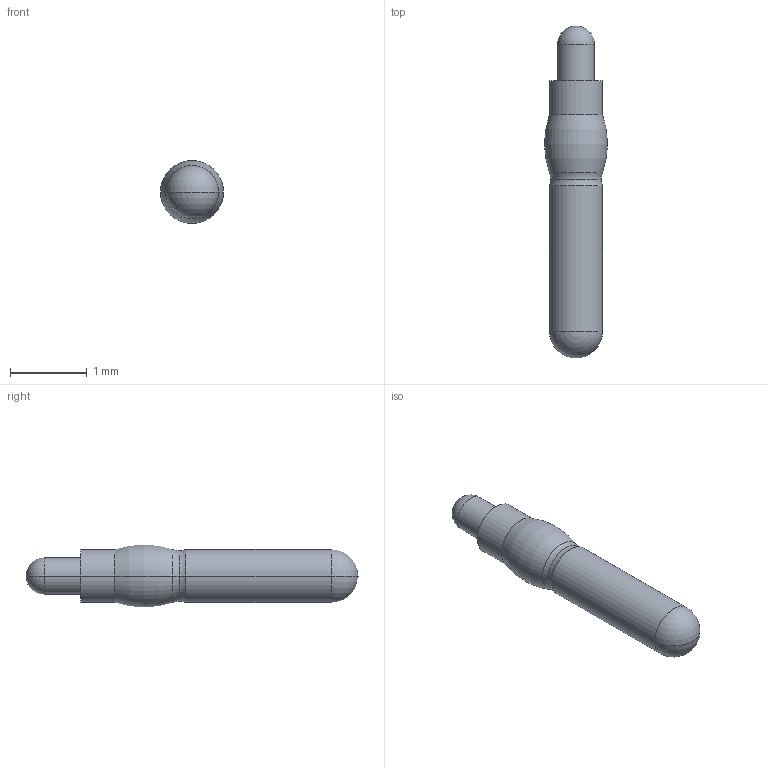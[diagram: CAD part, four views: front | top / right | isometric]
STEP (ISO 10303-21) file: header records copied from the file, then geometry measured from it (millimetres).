
FILE_DESCRIPTION (( 'STEP AP214' ), '1' );
FILE_NAME ('UEBK-12498_2017_09_05.STEP', '2017-09-07T07:38:11', ( '' ), ( '' ), 'SwSTEP 2.0', 'SolidWorks 2017', '' );
FILE_SCHEMA (( 'AUTOMOTIVE_DESIGN' ));
Length unit declared in the file: millimetre
Products named in the file (1): UEBK-12498_2017_09_05
Bounding box: 0.82 x 4.32 x 0.82 mm (x, y, z)
Volume: 1.5 mm3; surface area: 9.3 mm2
Topology: 1 solids, 1 shells, 17 faces, 40 edges, 22 vertices
Faces by surface type: torus 6, cylinder 6, sphere 4, plane 1
Entity records: 466 total; most frequent: DIRECTION 94, CARTESIAN_POINT 68, ORIENTED_EDGE 64, AXIS2_PLACEMENT_3D 44, EDGE_CURVE 32, CIRCLE 26, EDGE_LOOP 18, VERTEX_POINT 18
